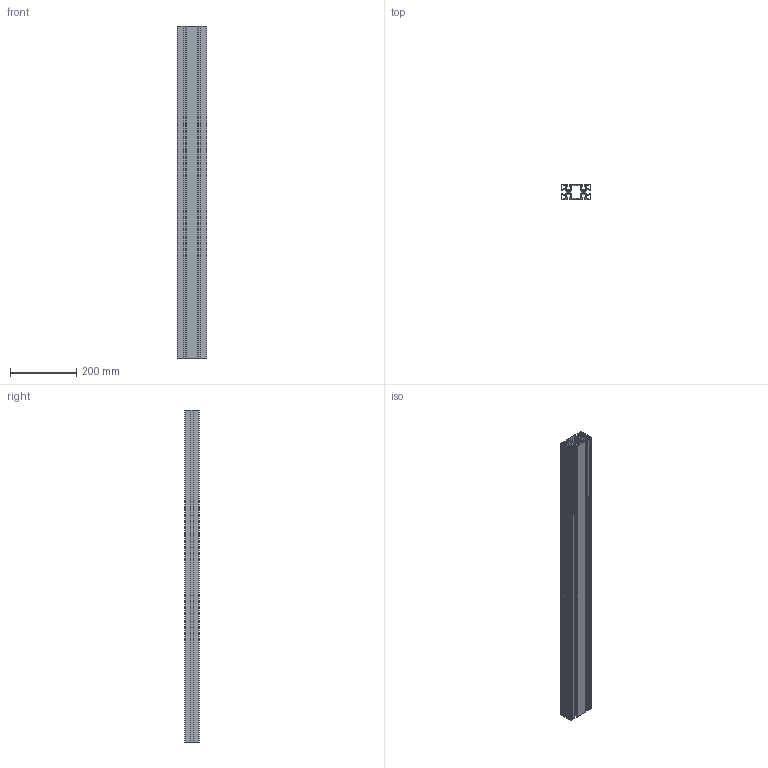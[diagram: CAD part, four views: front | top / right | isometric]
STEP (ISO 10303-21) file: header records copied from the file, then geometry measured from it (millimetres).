
FILE_DESCRIPTION(/* description */ ('Translator using VaultInventorServer'),/* implementation_level */ '2;1');
FILE_NAME(/* name */ 'BPRDD0000187_B.stp',/* time_stamp */ '2023-01-19T12:18:26+01:00',/* author */ ('EditCS'),/* organization */ (''),/* preprocessor_version */ 'ST-DEVELOPER v18.1',/* originating_system */ 'Autodesk Inventor 2022',/* authorisation */ '');
FILE_SCHEMA (('AUTOMOTIVE_DESIGN { 1 0 10303 214 3 1 1 }'));
Length unit declared in the file: millimetre
Products named in the file (1): BPRDD0000187
Bounding box: 90 x 45 x 1000 mm (x, y, z)
Volume: 1024513.9 mm3; surface area: 887157.8 mm2
Topology: 1 solids, 1 shells, 188 faces, 558 edges, 372 vertices
Faces by surface type: plane 102, cylinder 86
Full cylindrical faces by diameter (mm): 7.2 x2
Entity records: 6405 total; most frequent: CARTESIAN_POINT 1119, ORIENTED_EDGE 1116, DIRECTION 1108, EDGE_CURVE 558, LINE 386, VECTOR 386, VERTEX_POINT 372, AXIS2_PLACEMENT_3D 361
